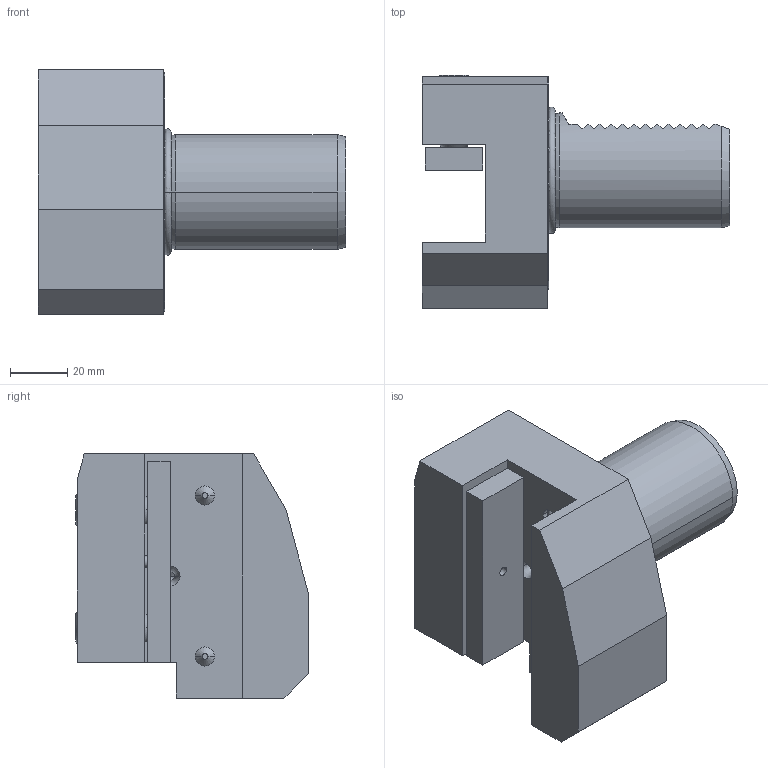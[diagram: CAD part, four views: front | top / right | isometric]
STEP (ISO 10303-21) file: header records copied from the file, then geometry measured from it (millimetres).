
FILE_DESCRIPTION((''),'2;1');
FILE_NAME('213115150_SW0001','2013-12-12T',('czauner'),(''),'PRO/ENGINEER BY PARAMETRIC TECHNOLOGY CORPORATION, 2011040','PRO/ENGINEER BY PARAMETRIC TECHNOLOGY CORPORATION, 2011040','');
FILE_SCHEMA(('AUTOMOTIVE_DESIGN { 1 2 10303 214 0 1 1 1 }'));
Length unit declared in the file: millimetre
Products named in the file (1): 213115150_SW0001
Bounding box: 107 x 81 x 85 mm (x, y, z)
Volume: 280211.1 mm3; surface area: 45904.6 mm2
Topology: 2 solids, 2 shells, 306 faces, 722 edges, 429 vertices
Faces by surface type: plane 132, cone 82, cylinder 66, torus 16, bspline 4, revolution 4, sphere 2
Entity records: 17807 total; most frequent: CARTESIAN_POINT 7648, ORIENTED_EDGE 1416, DIRECTION 1386, EDGE_CURVE 708, AXIS2_PLACEMENT_3D 525, FILL_AREA_STYLE_COLOUR 525, FILL_AREA_STYLE 525, SURFACE_STYLE_FILL_AREA 525
